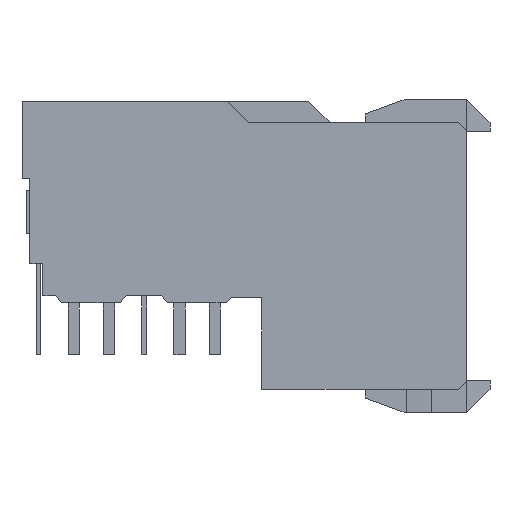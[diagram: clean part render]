
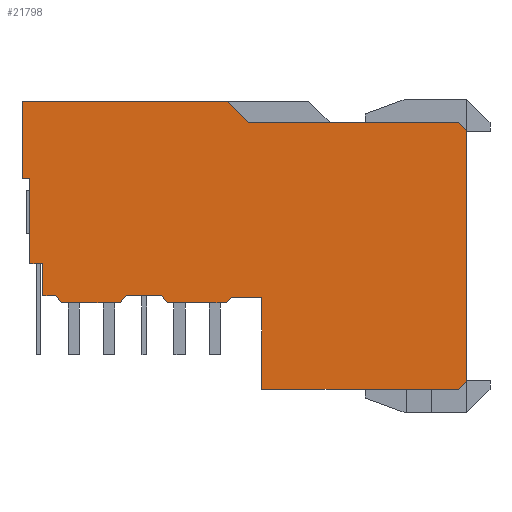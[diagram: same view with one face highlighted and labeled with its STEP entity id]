
A CAD part, front view. The second image highlights one B-rep face of the part: STEP entity #21798.
In plain terms, the highlighted planar face has unit normal (0, -1, 0).
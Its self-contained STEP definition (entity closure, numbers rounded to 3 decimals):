
#20662=CARTESIAN_POINT('',(13.7,-12.45,7.32));
#20663=VERTEX_POINT('',#20662);
#20670=CARTESIAN_POINT('',(13.7,-12.45,-3.33));
#20671=VERTEX_POINT('',#20670);
#20672=CARTESIAN_POINT('',(13.7,-12.45,7.32));
#20673=DIRECTION('',(0.0,0.0,-1.0));
#20674=VECTOR('',#20673,10.65);
#20675=LINE('',#20672,#20674);
#20676=EDGE_CURVE('',#20663,#20671,#20675,.T.);
#21140=CARTESIAN_POINT('',(13.35,-12.45,7.67));
#21141=VERTEX_POINT('',#21140);
#21148=CARTESIAN_POINT('',(13.35,-12.45,7.67));
#21149=DIRECTION('',(0.707,0.0,-0.707));
#21150=VECTOR('',#21149,0.495);
#21151=LINE('',#21148,#21150);
#21152=EDGE_CURVE('',#21141,#20663,#21151,.T.);
#21171=CARTESIAN_POINT('',(4.45,-12.45,7.67));
#21172=VERTEX_POINT('',#21171);
#21179=CARTESIAN_POINT('',(4.45,-12.45,7.67));
#21180=DIRECTION('',(1.0,0.0,0.0));
#21181=VECTOR('',#21180,8.9);
#21182=LINE('',#21179,#21181);
#21183=EDGE_CURVE('',#21172,#21141,#21182,.T.);
#21202=CARTESIAN_POINT('',(3.54,-12.45,8.58));
#21203=VERTEX_POINT('',#21202);
#21210=CARTESIAN_POINT('',(3.54,-12.45,8.58));
#21211=DIRECTION('',(0.707,0.0,-0.707));
#21212=VECTOR('',#21211,1.287);
#21213=LINE('',#21210,#21212);
#21214=EDGE_CURVE('',#21203,#21172,#21213,.T.);
#21233=CARTESIAN_POINT('',(-5.2,-12.45,8.58));
#21234=VERTEX_POINT('',#21233);
#21241=CARTESIAN_POINT('',(-5.2,-12.45,8.58));
#21242=DIRECTION('',(1.0,0.0,0.0));
#21243=VECTOR('',#21242,8.74);
#21244=LINE('',#21241,#21243);
#21245=EDGE_CURVE('',#21234,#21203,#21244,.T.);
#21264=CARTESIAN_POINT('',(-5.2,-12.45,5.29));
#21265=VERTEX_POINT('',#21264);
#21272=CARTESIAN_POINT('',(-5.2,-12.45,5.29));
#21273=DIRECTION('',(0.0,0.0,1.0));
#21274=VECTOR('',#21273,3.29);
#21275=LINE('',#21272,#21274);
#21276=EDGE_CURVE('',#21265,#21234,#21275,.T.);
#21295=CARTESIAN_POINT('',(-4.87,-12.45,5.29));
#21296=VERTEX_POINT('',#21295);
#21303=CARTESIAN_POINT('',(-4.87,-12.45,5.29));
#21304=DIRECTION('',(-1.0,0.0,0.0));
#21305=VECTOR('',#21304,0.33);
#21306=LINE('',#21303,#21305);
#21307=EDGE_CURVE('',#21296,#21265,#21306,.T.);
#21326=CARTESIAN_POINT('',(-4.87,-12.45,1.67));
#21327=VERTEX_POINT('',#21326);
#21334=CARTESIAN_POINT('',(-4.87,-12.45,1.67));
#21335=DIRECTION('',(0.0,0.0,1.0));
#21336=VECTOR('',#21335,3.62);
#21337=LINE('',#21334,#21336);
#21338=EDGE_CURVE('',#21327,#21296,#21337,.T.);
#21357=CARTESIAN_POINT('',(-4.32,-12.45,1.67));
#21358=VERTEX_POINT('',#21357);
#21365=CARTESIAN_POINT('',(-4.32,-12.45,1.67));
#21366=DIRECTION('',(-1.0,0.0,0.0));
#21367=VECTOR('',#21366,0.55);
#21368=LINE('',#21365,#21367);
#21369=EDGE_CURVE('',#21358,#21327,#21368,.T.);
#21388=CARTESIAN_POINT('',(-4.32,-12.45,0.3));
#21389=VERTEX_POINT('',#21388);
#21396=CARTESIAN_POINT('',(-4.32,-12.45,0.3));
#21397=DIRECTION('',(0.0,0.0,1.0));
#21398=VECTOR('',#21397,1.37);
#21399=LINE('',#21396,#21398);
#21400=EDGE_CURVE('',#21389,#21358,#21399,.T.);
#21419=CARTESIAN_POINT('',(-3.77,-12.45,0.3));
#21420=VERTEX_POINT('',#21419);
#21427=CARTESIAN_POINT('',(-3.77,-12.45,0.3));
#21428=DIRECTION('',(-1.0,0.0,0.0));
#21429=VECTOR('',#21428,0.55);
#21430=LINE('',#21427,#21429);
#21431=EDGE_CURVE('',#21420,#21389,#21430,.T.);
#21450=CARTESIAN_POINT('',(-3.52,-12.45,0.));
#21451=VERTEX_POINT('',#21450);
#21458=CARTESIAN_POINT('',(-3.52,-12.45,0.));
#21459=DIRECTION('',(-0.64,0.0,0.768));
#21460=VECTOR('',#21459,0.391);
#21461=LINE('',#21458,#21460);
#21462=EDGE_CURVE('',#21451,#21420,#21461,.T.);
#21481=CARTESIAN_POINT('',(-1.02,-12.45,0.));
#21482=VERTEX_POINT('',#21481);
#21489=CARTESIAN_POINT('',(-1.02,-12.45,0.));
#21490=DIRECTION('',(-1.0,0.0,0.));
#21491=VECTOR('',#21490,2.5);
#21492=LINE('',#21489,#21491);
#21493=EDGE_CURVE('',#21482,#21451,#21492,.T.);
#21512=CARTESIAN_POINT('',(-0.77,-12.45,0.3));
#21513=VERTEX_POINT('',#21512);
#21520=CARTESIAN_POINT('',(-0.77,-12.45,0.3));
#21521=DIRECTION('',(-0.64,0.0,-0.768));
#21522=VECTOR('',#21521,0.391);
#21523=LINE('',#21520,#21522);
#21524=EDGE_CURVE('',#21513,#21482,#21523,.T.);
#21543=CARTESIAN_POINT('',(0.73,-12.45,0.3));
#21544=VERTEX_POINT('',#21543);
#21551=CARTESIAN_POINT('',(0.73,-12.45,0.3));
#21552=DIRECTION('',(-1.0,0.0,0.));
#21553=VECTOR('',#21552,1.5);
#21554=LINE('',#21551,#21553);
#21555=EDGE_CURVE('',#21544,#21513,#21554,.T.);
#21574=CARTESIAN_POINT('',(0.98,-12.45,0.));
#21575=VERTEX_POINT('',#21574);
#21582=CARTESIAN_POINT('',(0.98,-12.45,0.));
#21583=DIRECTION('',(-0.64,0.0,0.768));
#21584=VECTOR('',#21583,0.391);
#21585=LINE('',#21582,#21584);
#21586=EDGE_CURVE('',#21575,#21544,#21585,.T.);
#21605=CARTESIAN_POINT('',(3.48,-12.45,0.));
#21606=VERTEX_POINT('',#21605);
#21613=CARTESIAN_POINT('',(3.48,-12.45,0.));
#21614=DIRECTION('',(-1.0,0.0,0.0));
#21615=VECTOR('',#21614,2.5);
#21616=LINE('',#21613,#21615);
#21617=EDGE_CURVE('',#21606,#21575,#21616,.T.);
#21636=CARTESIAN_POINT('',(3.7,-12.45,0.22));
#21637=VERTEX_POINT('',#21636);
#21644=CARTESIAN_POINT('',(3.7,-12.45,0.22));
#21645=DIRECTION('',(-0.707,0.0,-0.707));
#21646=VECTOR('',#21645,0.311);
#21647=LINE('',#21644,#21646);
#21648=EDGE_CURVE('',#21637,#21606,#21647,.T.);
#21667=CARTESIAN_POINT('',(5.,-12.45,0.22));
#21668=VERTEX_POINT('',#21667);
#21675=CARTESIAN_POINT('',(5.,-12.45,0.22));
#21676=DIRECTION('',(-1.0,0.0,0.0));
#21677=VECTOR('',#21676,1.3);
#21678=LINE('',#21675,#21677);
#21679=EDGE_CURVE('',#21668,#21637,#21678,.T.);
#21698=CARTESIAN_POINT('',(5.,-12.45,-3.68));
#21699=VERTEX_POINT('',#21698);
#21706=CARTESIAN_POINT('',(5.,-12.45,-3.68));
#21707=DIRECTION('',(0.0,0.0,1.0));
#21708=VECTOR('',#21707,3.9);
#21709=LINE('',#21706,#21708);
#21710=EDGE_CURVE('',#21699,#21668,#21709,.T.);
#21729=CARTESIAN_POINT('',(13.35,-12.45,-3.68));
#21730=VERTEX_POINT('',#21729);
#21737=CARTESIAN_POINT('',(13.35,-12.45,-3.68));
#21738=DIRECTION('',(-1.0,0.0,0.0));
#21739=VECTOR('',#21738,8.35);
#21740=LINE('',#21737,#21739);
#21741=EDGE_CURVE('',#21730,#21699,#21740,.T.);
#21759=CARTESIAN_POINT('',(13.7,-12.45,-3.33));
#21760=DIRECTION('',(-0.707,0.0,-0.707));
#21761=VECTOR('',#21760,0.495);
#21762=LINE('',#21759,#21761);
#21763=EDGE_CURVE('',#20671,#21730,#21762,.T.);
#21769=CARTESIAN_POINT('',(4.702,-12.45,2.912));
#21770=DIRECTION('',(0.0,1.0,0.0));
#21771=DIRECTION('',(0.0,0.0,-1.0));
#21772=AXIS2_PLACEMENT_3D('',#21769,#21770,#21771);
#21773=PLANE('',#21772);
#21774=ORIENTED_EDGE('',*,*,#21763,.F.);
#21775=ORIENTED_EDGE('',*,*,#20676,.F.);
#21776=ORIENTED_EDGE('',*,*,#21152,.F.);
#21777=ORIENTED_EDGE('',*,*,#21183,.F.);
#21778=ORIENTED_EDGE('',*,*,#21214,.F.);
#21779=ORIENTED_EDGE('',*,*,#21245,.F.);
#21780=ORIENTED_EDGE('',*,*,#21276,.F.);
#21781=ORIENTED_EDGE('',*,*,#21307,.F.);
#21782=ORIENTED_EDGE('',*,*,#21338,.F.);
#21783=ORIENTED_EDGE('',*,*,#21369,.F.);
#21784=ORIENTED_EDGE('',*,*,#21400,.F.);
#21785=ORIENTED_EDGE('',*,*,#21431,.F.);
#21786=ORIENTED_EDGE('',*,*,#21462,.F.);
#21787=ORIENTED_EDGE('',*,*,#21493,.F.);
#21788=ORIENTED_EDGE('',*,*,#21524,.F.);
#21789=ORIENTED_EDGE('',*,*,#21555,.F.);
#21790=ORIENTED_EDGE('',*,*,#21586,.F.);
#21791=ORIENTED_EDGE('',*,*,#21617,.F.);
#21792=ORIENTED_EDGE('',*,*,#21648,.F.);
#21793=ORIENTED_EDGE('',*,*,#21679,.F.);
#21794=ORIENTED_EDGE('',*,*,#21710,.F.);
#21795=ORIENTED_EDGE('',*,*,#21741,.F.);
#21796=EDGE_LOOP('',(#21774,#21775,#21776,#21777,#21778,#21779,#21780,#21781,#21782,#21783,#21784,#21785,#21786,#21787,#21788,#21789,#21790,#21791,#21792,#21793,#21794,#21795));
#21797=FACE_OUTER_BOUND('',#21796,.T.);
#21798=ADVANCED_FACE('',(#21797),#21773,.F.);
